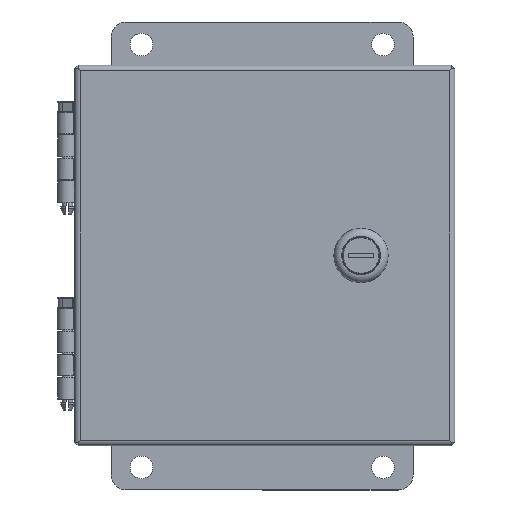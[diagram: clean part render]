
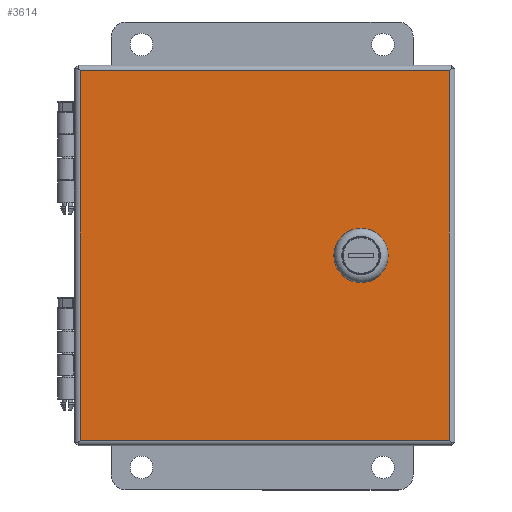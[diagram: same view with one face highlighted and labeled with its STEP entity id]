
A CAD part, top view. The second image highlights one B-rep face of the part: STEP entity #3614.
In plain terms, the highlighted face is planar.
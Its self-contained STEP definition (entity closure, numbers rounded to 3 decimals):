
#3614 = ADVANCED_FACE( '', ( #7758, #7759 ), #7760, .T. );
#7758 = FACE_BOUND( '', #27486, .T. );
#7759 = FACE_OUTER_BOUND( '', #27487, .T. );
#7760 = PLANE( '', #27488 );
#27486 = EDGE_LOOP( '', ( #51099, #51100, #51101, #51102 ) );
#27487 = EDGE_LOOP( '', ( #51103, #51104, #51105, #51106 ) );
#27488 = AXIS2_PLACEMENT_3D( '', #51107, #51108, #51109 );
#51099 = ORIENTED_EDGE( '', *, *, #60836, .F. );
#51100 = ORIENTED_EDGE( '', *, *, #60316, .F. );
#51101 = ORIENTED_EDGE( '', *, *, #60170, .F. );
#51102 = ORIENTED_EDGE( '', *, *, #60944, .F. );
#51103 = ORIENTED_EDGE( '', *, *, #59179, .T. );
#51104 = ORIENTED_EDGE( '', *, *, #61244, .F. );
#51105 = ORIENTED_EDGE( '', *, *, #61837, .T. );
#51106 = ORIENTED_EDGE( '', *, *, #61091, .T. );
#51107 = CARTESIAN_POINT( '', ( -80.01, 0., -80.01 ) );
#51108 = DIRECTION( '', ( 0., -1., 0. ) );
#51109 = DIRECTION( '', ( 0., 0., -1. ) );
#59179 = EDGE_CURVE( '', #64767, #64765, #64768, .T. );
#60170 = EDGE_CURVE( '', #66449, #66451, #66452, .T. );
#60316 = EDGE_CURVE( '', #66451, #66669, #66670, .T. );
#60836 = EDGE_CURVE( '', #66669, #67457, #67458, .T. );
#60944 = EDGE_CURVE( '', #67457, #66449, #67607, .T. );
#61091 = EDGE_CURVE( '', #67811, #64767, #67818, .T. );
#61244 = EDGE_CURVE( '', #67687, #64765, #68033, .T. );
#61837 = EDGE_CURVE( '', #67687, #67811, #68860, .T. );
#64765 = VERTEX_POINT( '', #73950 );
#64767 = VERTEX_POINT( '', #73952 );
#64768 = LINE( '', #73953, #73954 );
#66449 = VERTEX_POINT( '', #78380 );
#66451 = VERTEX_POINT( '', #78383 );
#66452 = CIRCLE( '', #78384, 9.716 );
#66669 = VERTEX_POINT( '', #78851 );
#66670 = LINE( '', #78852, #78853 );
#67457 = VERTEX_POINT( '', #80852 );
#67458 = CIRCLE( '', #80853, 9.716 );
#67607 = LINE( '', #81210, #81211 );
#67687 = VERTEX_POINT( '', #81401 );
#67811 = VERTEX_POINT( '', #81761 );
#67818 = LINE( '', #81769, #81770 );
#68033 = LINE( '', #82402, #82403 );
#68860 = LINE( '', #84755, #84756 );
#73950 = CARTESIAN_POINT( '', ( 77.673, 0., 77.673 ) );
#73952 = CARTESIAN_POINT( '', ( 77.673, 0., -77.673 ) );
#73953 = CARTESIAN_POINT( '', ( 77.673, 0., 77.673 ) );
#73954 = VECTOR( '', #90119, 1000. );
#78380 = CARTESIAN_POINT( '', ( 32.385, 0., -5.322 ) );
#78383 = CARTESIAN_POINT( '', ( 48.641, 0., -5.322 ) );
#78384 = AXIS2_PLACEMENT_3D( '', #90852, #90853, #90854 );
#78851 = CARTESIAN_POINT( '', ( 48.641, 0., 5.322 ) );
#78852 = CARTESIAN_POINT( '', ( 48.641, 0., 5.322 ) );
#78853 = VECTOR( '', #90968, 1000. );
#80852 = CARTESIAN_POINT( '', ( 32.385, 0., 5.322 ) );
#80853 = AXIS2_PLACEMENT_3D( '', #91374, #91375, #91376 );
#81210 = CARTESIAN_POINT( '', ( 32.385, 0., 5.322 ) );
#81211 = VECTOR( '', #91442, 1000. );
#81401 = CARTESIAN_POINT( '', ( -77.673, 0., 77.673 ) );
#81761 = CARTESIAN_POINT( '', ( -77.673, 0., -77.673 ) );
#81769 = CARTESIAN_POINT( '', ( 80.01, 0., -77.673 ) );
#81770 = VECTOR( '', #91535, 1000. );
#82402 = CARTESIAN_POINT( '', ( -77.673, 0., 77.673 ) );
#82403 = VECTOR( '', #91632, 1000. );
#84755 = CARTESIAN_POINT( '', ( -77.673, 0., -80.01 ) );
#84756 = VECTOR( '', #92014, 1000. );
#90119 = DIRECTION( '', ( 0., 0., 1. ) );
#90852 = CARTESIAN_POINT( '', ( 40.513, 0., 0. ) );
#90853 = DIRECTION( '', ( 0., -1., 0. ) );
#90854 = DIRECTION( '', ( 1., 0., 0. ) );
#90968 = DIRECTION( '', ( 0., 0., 1. ) );
#91374 = CARTESIAN_POINT( '', ( 40.513, 0., 0. ) );
#91375 = DIRECTION( '', ( 0., -1., 0. ) );
#91376 = DIRECTION( '', ( 1., 0., 0. ) );
#91442 = DIRECTION( '', ( 0., 0., -1. ) );
#91535 = DIRECTION( '', ( 1., 0., 0. ) );
#91632 = DIRECTION( '', ( 1., 0., 0. ) );
#92014 = DIRECTION( '', ( 0., 0., -1. ) );
